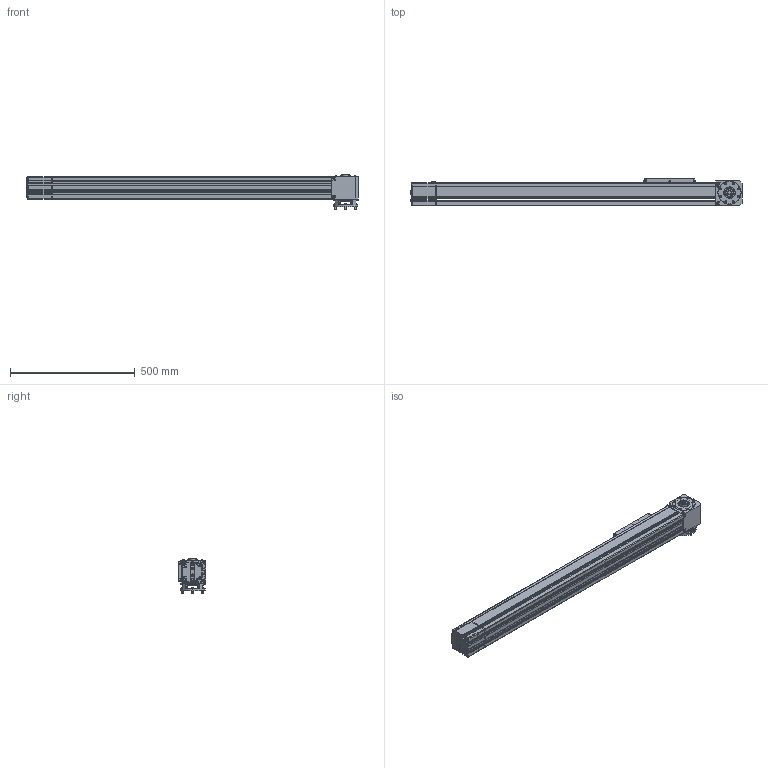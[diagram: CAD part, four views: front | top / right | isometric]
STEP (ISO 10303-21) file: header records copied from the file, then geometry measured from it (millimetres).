
FILE_DESCRIPTION (( 'STEP AP203' ), '1' );
FILE_NAME ('811.HHL.XXXX.STEP', '2016-12-12T14:38:38', ( 'Utente' ), ( '' ), 'SwSTEP 2.0', 'SolidWorks 2016', '' );
FILE_SCHEMA (( 'CONFIG_CONTROL_DESIGN' ));
Length unit declared in the file: millimetre
Products named in the file (1): 811.HHL.XXXX
Bounding box: 1329.75 x 110 x 140.9 mm (x, y, z)
Surface area: 716993.9 mm2 (no closed solid volume)
Topology: 0 solids, 109 shells, 1311 faces, 5536 edges, 4214 vertices
Faces by surface type: plane 667, cylinder 515, torus 76, cone 51, sphere 2
Entity records: 59108 total; most frequent: CARTESIAN_POINT 13316, DIRECTION 10018, ORIENTED_EDGE 8061, EDGE_CURVE 5536, VERTEX_POINT 4214, AXIS2_PLACEMENT_3D 3435, VECTOR 3148, LINE 3148
